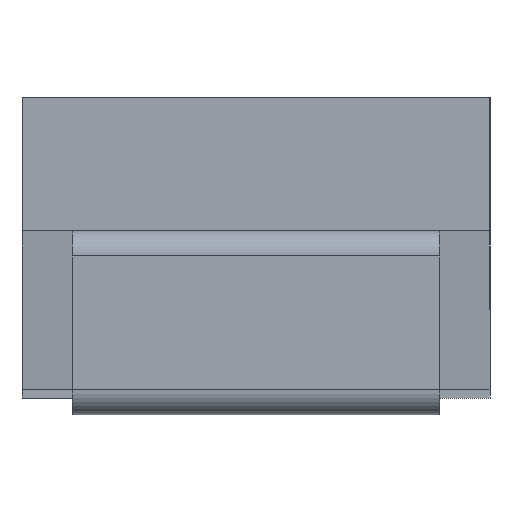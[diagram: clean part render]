
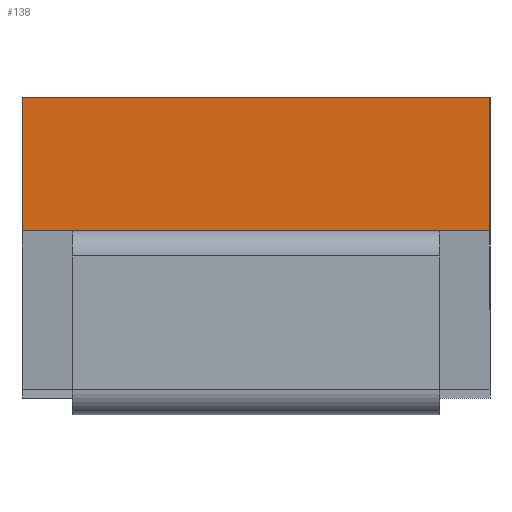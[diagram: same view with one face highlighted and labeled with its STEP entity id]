
A CAD part, left-side view. The second image highlights one B-rep face of the part: STEP entity #138.
In plain terms, the highlighted free-form (B-spline) face has degree [1, 1] with [2, 2] control points.
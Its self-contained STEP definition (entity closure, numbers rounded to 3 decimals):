
#138 = ADVANCED_FACE('',(#139),#189,.T.);
#139 = FACE_BOUND('',#140,.T.);
#140 = EDGE_LOOP('',(#141,#151,#159,#167,#175,#183));
#141 = ORIENTED_EDGE('',*,*,#142,.T.);
#142 = EDGE_CURVE('',#143,#145,#147,.T.);
#143 = VERTEX_POINT('',#144);
#144 = CARTESIAN_POINT('',(-1.6,1.4,1.9));
#145 = VERTEX_POINT('',#146);
#146 = CARTESIAN_POINT('',(-1.6,-1.4,1.9));
#147 = LINE('',#148,#149);
#148 = CARTESIAN_POINT('',(-1.6,1.4,1.9));
#149 = VECTOR('',#150,1.);
#150 = DIRECTION('',(0.,-1.,0.));
#151 = ORIENTED_EDGE('',*,*,#152,.T.);
#152 = EDGE_CURVE('',#145,#153,#155,.T.);
#153 = VERTEX_POINT('',#154);
#154 = CARTESIAN_POINT('',(-1.6,-1.4,1.1));
#155 = LINE('',#156,#157);
#156 = CARTESIAN_POINT('',(-1.6,-1.4,1.9));
#157 = VECTOR('',#158,1.);
#158 = DIRECTION('',(0.,0.,-1.));
#159 = ORIENTED_EDGE('',*,*,#160,.T.);
#160 = EDGE_CURVE('',#153,#161,#163,.T.);
#161 = VERTEX_POINT('',#162);
#162 = CARTESIAN_POINT('',(-1.6,-1.1,1.1));
#163 = LINE('',#164,#165);
#164 = CARTESIAN_POINT('',(-1.6,-1.4,1.1));
#165 = VECTOR('',#166,1.);
#166 = DIRECTION('',(0.,1.,0.));
#167 = ORIENTED_EDGE('',*,*,#168,.T.);
#168 = EDGE_CURVE('',#161,#169,#171,.T.);
#169 = VERTEX_POINT('',#170);
#170 = CARTESIAN_POINT('',(-1.6,1.1,1.1));
#171 = LINE('',#172,#173);
#172 = CARTESIAN_POINT('',(-1.6,-1.1,1.1));
#173 = VECTOR('',#174,1.);
#174 = DIRECTION('',(0.,1.,0.));
#175 = ORIENTED_EDGE('',*,*,#176,.T.);
#176 = EDGE_CURVE('',#169,#177,#179,.T.);
#177 = VERTEX_POINT('',#178);
#178 = CARTESIAN_POINT('',(-1.6,1.4,1.1));
#179 = LINE('',#180,#181);
#180 = CARTESIAN_POINT('',(-1.6,1.1,1.1));
#181 = VECTOR('',#182,1.);
#182 = DIRECTION('',(0.,1.,0.));
#183 = ORIENTED_EDGE('',*,*,#184,.T.);
#184 = EDGE_CURVE('',#177,#143,#185,.T.);
#185 = LINE('',#186,#187);
#186 = CARTESIAN_POINT('',(-1.6,1.4,1.1));
#187 = VECTOR('',#188,1.);
#188 = DIRECTION('',(0.,0.,1.));
#189 = B_SPLINE_SURFACE_WITH_KNOTS('',1,1,(
    (#190,#191)
    ,(#192,#193)),.UNSPECIFIED.,.F.,.F.,.F.,(2,2),(2,2),(0.,1.),(0.,1.),
  .PIECEWISE_BEZIER_KNOTS.);
#190 = CARTESIAN_POINT('',(-1.6,1.4,1.1));
#191 = CARTESIAN_POINT('',(-1.6,-1.4,1.1));
#192 = CARTESIAN_POINT('',(-1.6,1.4,1.9));
#193 = CARTESIAN_POINT('',(-1.6,-1.4,1.9));
